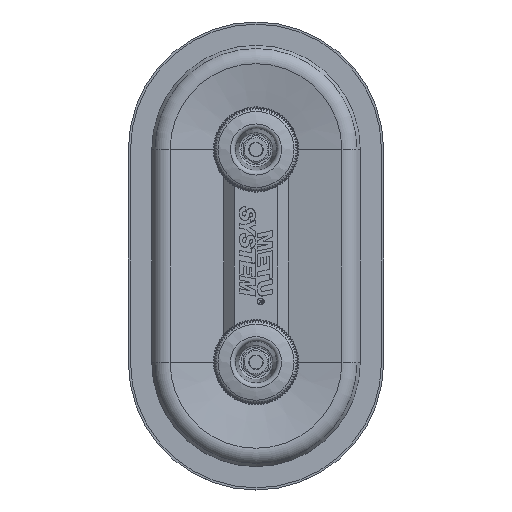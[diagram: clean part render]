
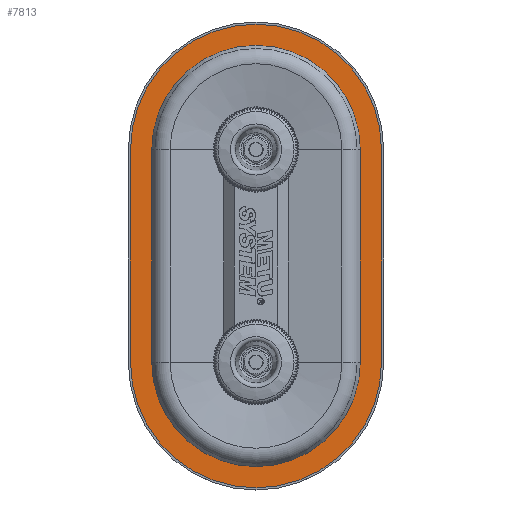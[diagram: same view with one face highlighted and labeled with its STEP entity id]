
A CAD part, top view. The second image highlights one B-rep face of the part: STEP entity #7813.
In plain terms, the highlighted planar face has unit normal (0, 0, 1).
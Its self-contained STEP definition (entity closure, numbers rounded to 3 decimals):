
#3904=LINE('',#36667,#5610);
#3905=LINE('',#36668,#5611);
#3906=LINE('',#36672,#5612);
#3907=LINE('',#36676,#5613);
#5610=VECTOR('',#29332,1.);
#5611=VECTOR('',#29333,1.);
#5612=VECTOR('',#29336,1.);
#5613=VECTOR('',#29339,1.);
#7217=PLANE('',#26409);
#7813=ADVANCED_FACE('',(#9799,#9800),#7217,.T.);
#9799=FACE_BOUND('',#9985,.T.);
#9800=FACE_BOUND('',#9986,.T.);
#9985=EDGE_LOOP('',(#12046,#12047,#12048,#12049));
#9986=EDGE_LOOP('',(#12050,#12051,#12052,#12053));
#12046=ORIENTED_EDGE('',*,*,#21669,.F.);
#12047=ORIENTED_EDGE('',*,*,#21670,.T.);
#12048=ORIENTED_EDGE('',*,*,#21666,.T.);
#12049=ORIENTED_EDGE('',*,*,#21671,.F.);
#12050=ORIENTED_EDGE('',*,*,#21672,.F.);
#12051=ORIENTED_EDGE('',*,*,#21673,.F.);
#12052=ORIENTED_EDGE('',*,*,#21674,.T.);
#12053=ORIENTED_EDGE('',*,*,#21675,.T.);
#19501=VERTEX_POINT('',#36659);
#19502=VERTEX_POINT('',#36660);
#19503=VERTEX_POINT('',#36665);
#19504=VERTEX_POINT('',#36666);
#19505=VERTEX_POINT('',#36670);
#19506=VERTEX_POINT('',#36671);
#19507=VERTEX_POINT('',#36673);
#19508=VERTEX_POINT('',#36675);
#21666=EDGE_CURVE('',#19501,#19502,#25306,.T.);
#21669=EDGE_CURVE('',#19503,#19504,#25307,.T.);
#21670=EDGE_CURVE('',#19503,#19501,#3904,.T.);
#21671=EDGE_CURVE('',#19504,#19502,#3905,.T.);
#21672=EDGE_CURVE('',#19505,#19506,#25308,.T.);
#21673=EDGE_CURVE('',#19507,#19505,#3906,.T.);
#21674=EDGE_CURVE('',#19507,#19508,#25309,.T.);
#21675=EDGE_CURVE('',#19508,#19506,#3907,.T.);
#25306=CIRCLE('',#26404,49.);
#25307=CIRCLE('',#26406,49.);
#25308=CIRCLE('',#26407,59.);
#25309=CIRCLE('',#26408,59.);
#26404=AXIS2_PLACEMENT_3D('',#36658,#29324,#29325);
#26406=AXIS2_PLACEMENT_3D('',#36664,#29330,#29331);
#26407=AXIS2_PLACEMENT_3D('',#36669,#29334,#29335);
#26408=AXIS2_PLACEMENT_3D('',#36674,#29337,#29338);
#26409=AXIS2_PLACEMENT_3D('',#36677,#29340,#29341);
#29324=DIRECTION('',(0.,0.,-1.));
#29325=DIRECTION('',(-1.,0.,0.));
#29330=DIRECTION('',(0.,0.,1.));
#29331=DIRECTION('',(-1.,0.,0.));
#29332=DIRECTION('',(0.,1.,0.));
#29333=DIRECTION('',(0.,1.,0.));
#29334=DIRECTION('',(0.,0.,-1.));
#29335=DIRECTION('',(-1.,0.,0.));
#29336=DIRECTION('',(0.,1.,0.));
#29337=DIRECTION('',(0.,0.,1.));
#29338=DIRECTION('',(-1.,0.,0.));
#29339=DIRECTION('',(0.,1.,0.));
#29340=DIRECTION('',(0.,0.,1.));
#29341=DIRECTION('',(-1.,0.,0.));
#36658=CARTESIAN_POINT('',(0.,50.,0.7));
#36659=CARTESIAN_POINT('',(-49.,50.,0.7));
#36660=CARTESIAN_POINT('',(49.,50.,0.7));
#36664=CARTESIAN_POINT('',(0.,-50.,0.7));
#36665=CARTESIAN_POINT('',(-49.,-50.,0.7));
#36666=CARTESIAN_POINT('',(49.,-50.,0.7));
#36667=CARTESIAN_POINT('',(-49.,-50.,0.7));
#36668=CARTESIAN_POINT('',(49.,-50.,0.7));
#36669=CARTESIAN_POINT('',(0.,50.,0.7));
#36670=CARTESIAN_POINT('',(-59.,50.,0.7));
#36671=CARTESIAN_POINT('',(59.,50.,0.7));
#36672=CARTESIAN_POINT('',(-59.,-50.,0.7));
#36673=CARTESIAN_POINT('',(-59.,-50.,0.7));
#36674=CARTESIAN_POINT('',(0.,-50.,0.7));
#36675=CARTESIAN_POINT('',(59.,-50.,0.7));
#36676=CARTESIAN_POINT('',(59.,-50.,0.7));
#36677=CARTESIAN_POINT('',(-59.,50.,0.7));
